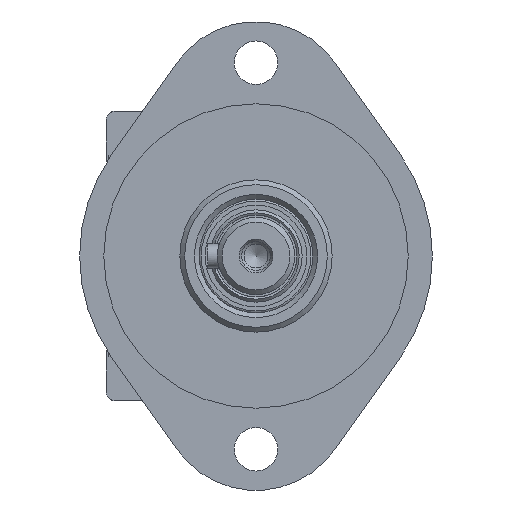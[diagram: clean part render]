
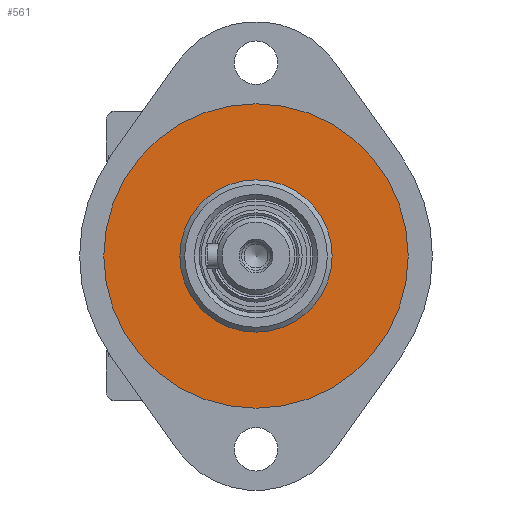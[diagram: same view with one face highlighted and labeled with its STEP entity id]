
A CAD part, left-side view. The second image highlights one B-rep face of the part: STEP entity #561.
In plain terms, the highlighted planar face has unit normal (-1, 0, 0).
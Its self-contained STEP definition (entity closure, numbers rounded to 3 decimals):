
#561 = ADVANCED_FACE( '', ( #1142, #1143 ), #1144, .F. );
#1142 = FACE_OUTER_BOUND( '', #1745, .T. );
#1143 = FACE_BOUND( '', #1746, .T. );
#1144 = PLANE( '', #1747 );
#1745 = EDGE_LOOP( '', ( #2771 ) );
#1746 = EDGE_LOOP( '', ( #2772 ) );
#1747 = AXIS2_PLACEMENT_3D( '', #2773, #2774, #2775 );
#2771 = ORIENTED_EDGE( '', *, *, #3347, .F. );
#2772 = ORIENTED_EDGE( '', *, *, #3432, .T. );
#2773 = CARTESIAN_POINT( '', ( 0., 0., 0. ) );
#2774 = DIRECTION( '', ( 1., 0., 0. ) );
#2775 = DIRECTION( '', ( 0., 0., -1. ) );
#3347 = EDGE_CURVE( '', #3933, #3933, #3934, .T. );
#3432 = EDGE_CURVE( '', #4043, #4043, #4044, .T. );
#3933 = VERTEX_POINT( '', #4908 );
#3934 = CIRCLE( '', #4909, 31.5 );
#4043 = VERTEX_POINT( '', #5057 );
#4044 = CIRCLE( '', #5058, 15.75 );
#4908 = CARTESIAN_POINT( '', ( 0., 0., -31.5 ) );
#4909 = AXIS2_PLACEMENT_3D( '', #5503, #5504, #5505 );
#5057 = CARTESIAN_POINT( '', ( 0., 0., -15.75 ) );
#5058 = AXIS2_PLACEMENT_3D( '', #5582, #5583, #5584 );
#5503 = CARTESIAN_POINT( '', ( 0., 0., 0. ) );
#5504 = DIRECTION( '', ( 1., 0., 0. ) );
#5505 = DIRECTION( '', ( 0., 0., -1. ) );
#5582 = CARTESIAN_POINT( '', ( 0., 0., 0. ) );
#5583 = DIRECTION( '', ( 1., 0., 0. ) );
#5584 = DIRECTION( '', ( 0., 0., -1. ) );
